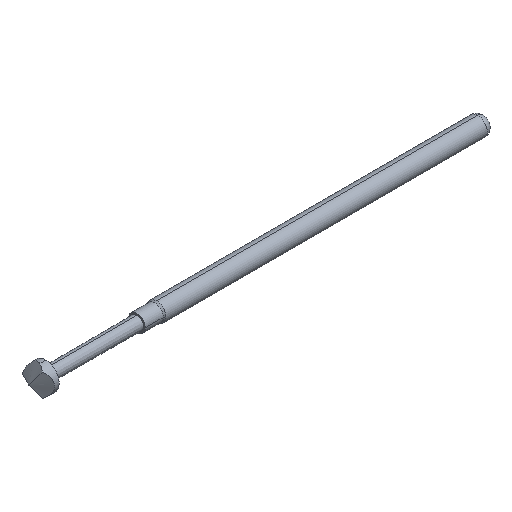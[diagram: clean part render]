
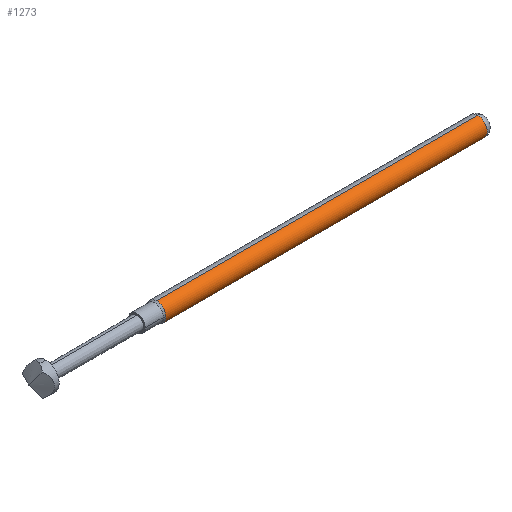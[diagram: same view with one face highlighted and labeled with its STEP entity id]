
A CAD part, isometric view. The second image highlights one B-rep face of the part: STEP entity #1273.
In plain terms, the highlighted cylindrical face has radius 0.683 mm (diameter 1.367 mm), a partial arc.
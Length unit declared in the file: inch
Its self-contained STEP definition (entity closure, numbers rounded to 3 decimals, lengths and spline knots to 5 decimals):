
#13 = CYLINDRICAL_SURFACE ( 'NONE', #1194, 0.0269 ) ;
#33 = AXIS2_PLACEMENT_3D ( 'NONE', #384, #921, #160 ) ;
#78 = ORIENTED_EDGE ( 'NONE', *, *, #1375, .T. ) ;
#87 = CARTESIAN_POINT ( 'NONE',  ( 1.0003, 0., -0.0269 ) ) ;
#114 = CARTESIAN_POINT ( 'NONE',  ( 0.0565, 0., -0.0269 ) ) ;
#119 = CARTESIAN_POINT ( 'NONE',  ( 0.0565, -0.0269, 0. ) ) ;
#142 = CARTESIAN_POINT ( 'NONE',  ( 0.0565, 0., 0.0269 ) ) ;
#160 = DIRECTION ( 'NONE',  ( 0., 0., -1. ) ) ;
#180 = VECTOR ( 'NONE', #1210, 39.37008 ) ;
#203 = VERTEX_POINT ( 'NONE', #142 ) ;
#219 = AXIS2_PLACEMENT_3D ( 'NONE', #322, #536, #748 ) ;
#246 = VERTEX_POINT ( 'NONE', #996 ) ;
#319 = EDGE_CURVE ( 'NONE', #881, #203, #1104, .T. ) ;
#322 = CARTESIAN_POINT ( 'NONE',  ( 0.0565, 0., 0. ) ) ;
#367 = DIRECTION ( 'NONE',  ( 0., 0., 1. ) ) ;
#381 = ORIENTED_EDGE ( 'NONE', *, *, #319, .T. ) ;
#384 = CARTESIAN_POINT ( 'NONE',  ( 0.9803, 0., 0. ) ) ;
#416 = DIRECTION ( 'NONE',  ( 1., 0., 0. ) ) ;
#440 = EDGE_CURVE ( 'NONE', #246, #881, #677, .T. ) ;
#476 = AXIS2_PLACEMENT_3D ( 'NONE', #512, #416, #1349 ) ;
#483 = CARTESIAN_POINT ( 'NONE',  ( 1.0003, 0., 0.0269 ) ) ;
#512 = CARTESIAN_POINT ( 'NONE',  ( 0.0565, 0., 0. ) ) ;
#516 = DIRECTION ( 'NONE',  ( -1., 0., 0. ) ) ;
#533 = EDGE_CURVE ( 'NONE', #246, #723, #1010, .T. ) ;
#536 = DIRECTION ( 'NONE',  ( 1., 0., 0. ) ) ;
#558 = EDGE_CURVE ( 'NONE', #203, #958, #1023, .T. ) ;
#586 = ORIENTED_EDGE ( 'NONE', *, *, #440, .T. ) ;
#654 = DIRECTION ( 'NONE',  ( -1., 0., 0. ) ) ;
#663 = CARTESIAN_POINT ( 'NONE',  ( 1.0003, 0., 0. ) ) ;
#677 = CIRCLE ( 'NONE', #33, 0.0269 ) ;
#723 = VERTEX_POINT ( 'NONE', #114 ) ;
#738 = VECTOR ( 'NONE', #516, 39.37008 ) ;
#748 = DIRECTION ( 'NONE',  ( 0., 1., 0. ) ) ;
#866 = ORIENTED_EDGE ( 'NONE', *, *, #533, .F. ) ;
#881 = VERTEX_POINT ( 'NONE', #976 ) ;
#921 = DIRECTION ( 'NONE',  ( -1., 0., 0. ) ) ;
#958 = VERTEX_POINT ( 'NONE', #119 ) ;
#972 = CIRCLE ( 'NONE', #219, 0.0269 ) ;
#976 = CARTESIAN_POINT ( 'NONE',  ( 0.9803, 0., 0.0269 ) ) ;
#996 = CARTESIAN_POINT ( 'NONE',  ( 0.9803, 0., -0.0269 ) ) ;
#1010 = LINE ( 'NONE', #87, #738 ) ;
#1023 = CIRCLE ( 'NONE', #476, 0.0269 ) ;
#1104 = LINE ( 'NONE', #483, #180 ) ;
#1194 = AXIS2_PLACEMENT_3D ( 'NONE', #663, #654, #367 ) ;
#1210 = DIRECTION ( 'NONE',  ( -1., 0., 0. ) ) ;
#1215 = ORIENTED_EDGE ( 'NONE', *, *, #558, .T. ) ;
#1265 = EDGE_LOOP ( 'NONE', ( #866, #586, #381, #1215, #78 ) ) ;
#1273 = ADVANCED_FACE ( 'NONE', ( #1352 ), #13, .T. ) ;
#1349 = DIRECTION ( 'NONE',  ( 0., 1., 0. ) ) ;
#1352 = FACE_OUTER_BOUND ( 'NONE', #1265, .T. ) ;
#1375 = EDGE_CURVE ( 'NONE', #958, #723, #972, .T. ) ;
